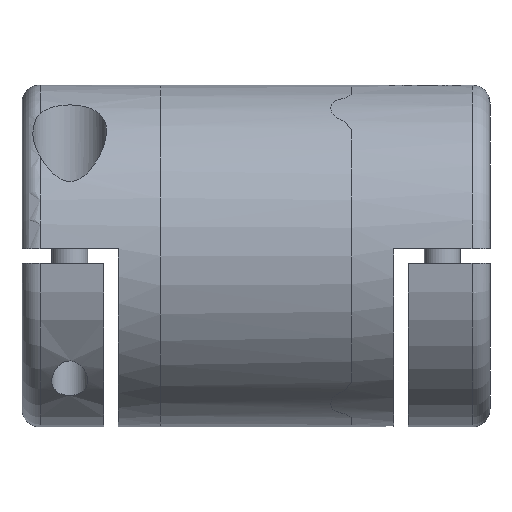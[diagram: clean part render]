
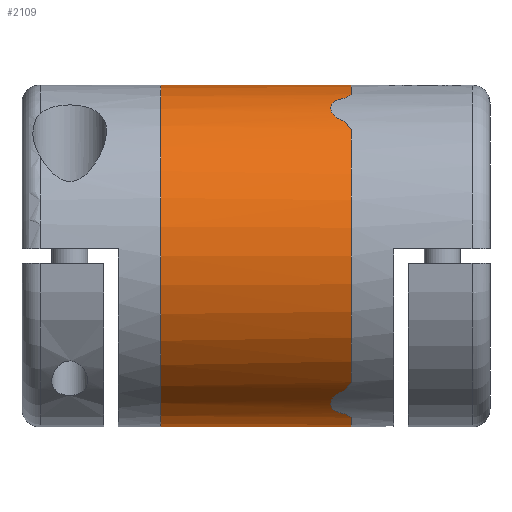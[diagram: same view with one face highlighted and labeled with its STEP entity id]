
A CAD part, front view. The second image highlights one B-rep face of the part: STEP entity #2109.
In plain terms, the highlighted cylindrical face has radius 9.5 mm (diameter 19 mm), a full revolution.
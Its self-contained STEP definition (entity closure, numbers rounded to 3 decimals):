
#49=ELLIPSE('',#2307,11.597,9.5);
#50=ELLIPSE('',#2309,11.597,9.5);
#51=ELLIPSE('',#2310,11.597,9.5);
#52=ELLIPSE('',#2312,11.597,9.5);
#53=ELLIPSE('',#2313,11.597,9.5);
#54=ELLIPSE('',#2315,11.597,9.5);
#55=ELLIPSE('',#2316,11.597,9.5);
#56=ELLIPSE('',#2318,11.597,9.5);
#180=CIRCLE('',#2308,9.5);
#181=CIRCLE('',#2311,9.5);
#182=CIRCLE('',#2314,9.5);
#183=CIRCLE('',#2317,9.5);
#720=ORIENTED_EDGE('',*,*,#1237,.T.);
#721=ORIENTED_EDGE('',*,*,#1238,.T.);
#722=ORIENTED_EDGE('',*,*,#1239,.T.);
#723=ORIENTED_EDGE('',*,*,#1240,.T.);
#724=ORIENTED_EDGE('',*,*,#1241,.T.);
#725=ORIENTED_EDGE('',*,*,#1242,.T.);
#726=ORIENTED_EDGE('',*,*,#1243,.T.);
#727=ORIENTED_EDGE('',*,*,#1244,.T.);
#728=ORIENTED_EDGE('',*,*,#1245,.T.);
#729=ORIENTED_EDGE('',*,*,#1246,.T.);
#730=ORIENTED_EDGE('',*,*,#1247,.F.);
#731=ORIENTED_EDGE('',*,*,#1248,.T.);
#732=ORIENTED_EDGE('',*,*,#1249,.T.);
#733=ORIENTED_EDGE('',*,*,#1250,.T.);
#734=ORIENTED_EDGE('',*,*,#1251,.F.);
#735=ORIENTED_EDGE('',*,*,#1252,.T.);
#1237=EDGE_CURVE('',#1512,#1513,#49,.F.);
#1238=EDGE_CURVE('',#1513,#1514,#180,.T.);
#1239=EDGE_CURVE('',#1514,#1515,#50,.F.);
#1240=EDGE_CURVE('',#1515,#1516,#1673,.T.);
#1241=EDGE_CURVE('',#1516,#1517,#51,.F.);
#1242=EDGE_CURVE('',#1517,#1518,#181,.T.);
#1243=EDGE_CURVE('',#1518,#1519,#52,.F.);
#1244=EDGE_CURVE('',#1519,#1512,#1674,.T.);
#1245=EDGE_CURVE('',#1520,#1521,#1675,.T.);
#1246=EDGE_CURVE('',#1521,#1522,#53,.F.);
#1247=EDGE_CURVE('',#1523,#1522,#182,.T.);
#1248=EDGE_CURVE('',#1523,#1524,#54,.F.);
#1249=EDGE_CURVE('',#1524,#1525,#1676,.T.);
#1250=EDGE_CURVE('',#1525,#1526,#55,.F.);
#1251=EDGE_CURVE('',#1527,#1526,#183,.T.);
#1252=EDGE_CURVE('',#1527,#1520,#56,.F.);
#1512=VERTEX_POINT('',#3331);
#1513=VERTEX_POINT('',#3332);
#1514=VERTEX_POINT('',#3334);
#1515=VERTEX_POINT('',#3336);
#1516=VERTEX_POINT('',#3343);
#1517=VERTEX_POINT('',#3345);
#1518=VERTEX_POINT('',#3347);
#1519=VERTEX_POINT('',#3349);
#1520=VERTEX_POINT('',#3362);
#1521=VERTEX_POINT('',#3363);
#1522=VERTEX_POINT('',#3365);
#1523=VERTEX_POINT('',#3367);
#1524=VERTEX_POINT('',#3369);
#1525=VERTEX_POINT('',#3376);
#1526=VERTEX_POINT('',#3378);
#1527=VERTEX_POINT('',#3380);
#1673=B_SPLINE_CURVE_WITH_KNOTS('',3,(#3337,#3338,#3339,#3340,#3341,#3342),
 .UNSPECIFIED.,.F.,.F.,(4,1,1,4),(0.,0.002,
0.002,0.003),.UNSPECIFIED.);
#1674=B_SPLINE_CURVE_WITH_KNOTS('',3,(#3350,#3351,#3352,#3353,#3354,#3355),
 .UNSPECIFIED.,.F.,.F.,(4,1,1,4),(0.,0.001,
0.002,0.003),.UNSPECIFIED.);
#1675=B_SPLINE_CURVE_WITH_KNOTS('',3,(#3356,#3357,#3358,#3359,#3360,#3361),
 .UNSPECIFIED.,.F.,.F.,(4,1,1,4),(0.,0.002,0.002,
0.003),.UNSPECIFIED.);
#1676=B_SPLINE_CURVE_WITH_KNOTS('',3,(#3370,#3371,#3372,#3373,#3374,#3375),
 .UNSPECIFIED.,.F.,.F.,(4,1,1,4),(0.,0.001,0.002,
0.003),.UNSPECIFIED.);
#1747=EDGE_LOOP('',(#720,#721,#722,#723,#724,#725,#726,#727));
#1748=EDGE_LOOP('',(#728,#729,#730,#731,#732,#733,#734,#735));
#1919=FACE_BOUND('',#1747,.T.);
#1920=FACE_BOUND('',#1748,.T.);
#2048=CYLINDRICAL_SURFACE('',#2306,9.5);
#2109=ADVANCED_FACE('',(#1919,#1920),#2048,.T.);
#2306=AXIS2_PLACEMENT_3D('',#3329,#2642,#2643);
#2307=AXIS2_PLACEMENT_3D('',#3330,#2644,#2645);
#2308=AXIS2_PLACEMENT_3D('',#3333,#2646,#2647);
#2309=AXIS2_PLACEMENT_3D('',#3335,#2648,#2649);
#2310=AXIS2_PLACEMENT_3D('',#3344,#2650,#2651);
#2311=AXIS2_PLACEMENT_3D('',#3346,#2652,#2653);
#2312=AXIS2_PLACEMENT_3D('',#3348,#2654,#2655);
#2313=AXIS2_PLACEMENT_3D('',#3364,#2656,#2657);
#2314=AXIS2_PLACEMENT_3D('',#3366,#2658,#2659);
#2315=AXIS2_PLACEMENT_3D('',#3368,#2660,#2661);
#2316=AXIS2_PLACEMENT_3D('',#3377,#2662,#2663);
#2317=AXIS2_PLACEMENT_3D('',#3379,#2664,#2665);
#2318=AXIS2_PLACEMENT_3D('',#3381,#2666,#2667);
#2642=DIRECTION('',(1.,0.,0.));
#2643=DIRECTION('',(0.,0.,-1.));
#2644=DIRECTION('',(-0.819,-0.574,0.));
#2645=DIRECTION('',(0.574,-0.819,0.));
#2646=DIRECTION('',(1.,0.,0.));
#2647=DIRECTION('',(0.,0.,-1.));
#2648=DIRECTION('',(-0.819,-0.574,0.));
#2649=DIRECTION('',(0.574,-0.819,0.));
#2650=DIRECTION('',(-0.819,0.574,0.));
#2651=DIRECTION('',(0.574,0.819,0.));
#2652=DIRECTION('',(1.,0.,0.));
#2653=DIRECTION('',(0.,0.,-1.));
#2654=DIRECTION('',(-0.819,0.574,0.));
#2655=DIRECTION('',(0.574,0.819,0.));
#2656=DIRECTION('',(0.819,-0.574,0.));
#2657=DIRECTION('',(0.574,0.819,0.));
#2658=DIRECTION('',(1.,0.,0.));
#2659=DIRECTION('',(0.,0.,-1.));
#2660=DIRECTION('',(0.819,-0.574,0.));
#2661=DIRECTION('',(0.574,0.819,0.));
#2662=DIRECTION('',(0.819,0.574,0.));
#2663=DIRECTION('',(0.574,-0.819,0.));
#2664=DIRECTION('',(1.,0.,0.));
#2665=DIRECTION('',(0.,0.,-1.));
#2666=DIRECTION('',(0.819,0.574,0.));
#2667=DIRECTION('',(0.574,-0.819,0.));
#3329=CARTESIAN_POINT('',(10.6,0.,0.));
#3330=CARTESIAN_POINT('',(4.481,0.,0.));
#3331=CARTESIAN_POINT('',(0.395,5.835,-7.497));
#3332=CARTESIAN_POINT('',(0.,6.4,-7.021));
#3333=CARTESIAN_POINT('',(0.,0.,0.));
#3334=CARTESIAN_POINT('',(0.,6.4,7.021));
#3335=CARTESIAN_POINT('',(4.481,0.,0.));
#3336=CARTESIAN_POINT('',(0.395,5.835,7.497));
#3337=CARTESIAN_POINT('',(0.395,5.835,7.497));
#3338=CARTESIAN_POINT('',(0.872,5.662,7.632));
#3339=CARTESIAN_POINT('',(1.279,5.019,8.1));
#3340=CARTESIAN_POINT('',(1.041,4.093,8.582));
#3341=CARTESIAN_POINT('',(0.639,3.754,8.728));
#3342=CARTESIAN_POINT('',(0.395,3.665,8.765));
#3343=CARTESIAN_POINT('',(0.395,3.665,8.765));
#3344=CARTESIAN_POINT('',(-2.171,0.,0.));
#3345=CARTESIAN_POINT('',(0.,3.1,8.98));
#3346=CARTESIAN_POINT('',(0.,0.,0.));
#3347=CARTESIAN_POINT('',(0.,3.1,-8.98));
#3348=CARTESIAN_POINT('',(-2.171,0.,0.));
#3349=CARTESIAN_POINT('',(0.395,3.665,-8.765));
#3350=CARTESIAN_POINT('',(0.395,3.665,-8.765));
#3351=CARTESIAN_POINT('',(0.639,3.753,-8.728));
#3352=CARTESIAN_POINT('',(1.042,4.093,-8.582));
#3353=CARTESIAN_POINT('',(1.279,5.023,-8.098));
#3354=CARTESIAN_POINT('',(0.873,5.661,-7.632));
#3355=CARTESIAN_POINT('',(0.395,5.835,-7.497));
#3356=CARTESIAN_POINT('',(10.205,-5.835,7.497));
#3357=CARTESIAN_POINT('',(9.728,-5.662,7.632));
#3358=CARTESIAN_POINT('',(9.321,-5.019,8.1));
#3359=CARTESIAN_POINT('',(9.559,-4.093,8.582));
#3360=CARTESIAN_POINT('',(9.961,-3.754,8.728));
#3361=CARTESIAN_POINT('',(10.205,-3.665,8.765));
#3362=CARTESIAN_POINT('',(10.205,-5.835,7.497));
#3363=CARTESIAN_POINT('',(10.205,-3.665,8.765));
#3364=CARTESIAN_POINT('',(12.771,0.,0.));
#3365=CARTESIAN_POINT('',(10.6,-3.1,8.98));
#3366=CARTESIAN_POINT('',(10.6,0.,0.));
#3367=CARTESIAN_POINT('',(10.6,-3.1,-8.98));
#3368=CARTESIAN_POINT('',(12.771,0.,0.));
#3369=CARTESIAN_POINT('',(10.205,-3.665,-8.765));
#3370=CARTESIAN_POINT('',(10.205,-3.665,-8.765));
#3371=CARTESIAN_POINT('',(9.961,-3.753,-8.728));
#3372=CARTESIAN_POINT('',(9.558,-4.093,-8.582));
#3373=CARTESIAN_POINT('',(9.321,-5.023,-8.098));
#3374=CARTESIAN_POINT('',(9.727,-5.661,-7.632));
#3375=CARTESIAN_POINT('',(10.205,-5.835,-7.497));
#3376=CARTESIAN_POINT('',(10.205,-5.835,-7.497));
#3377=CARTESIAN_POINT('',(6.119,0.,0.));
#3378=CARTESIAN_POINT('',(10.6,-6.4,-7.021));
#3379=CARTESIAN_POINT('',(10.6,0.,0.));
#3380=CARTESIAN_POINT('',(10.6,-6.4,7.021));
#3381=CARTESIAN_POINT('',(6.119,0.,0.));
